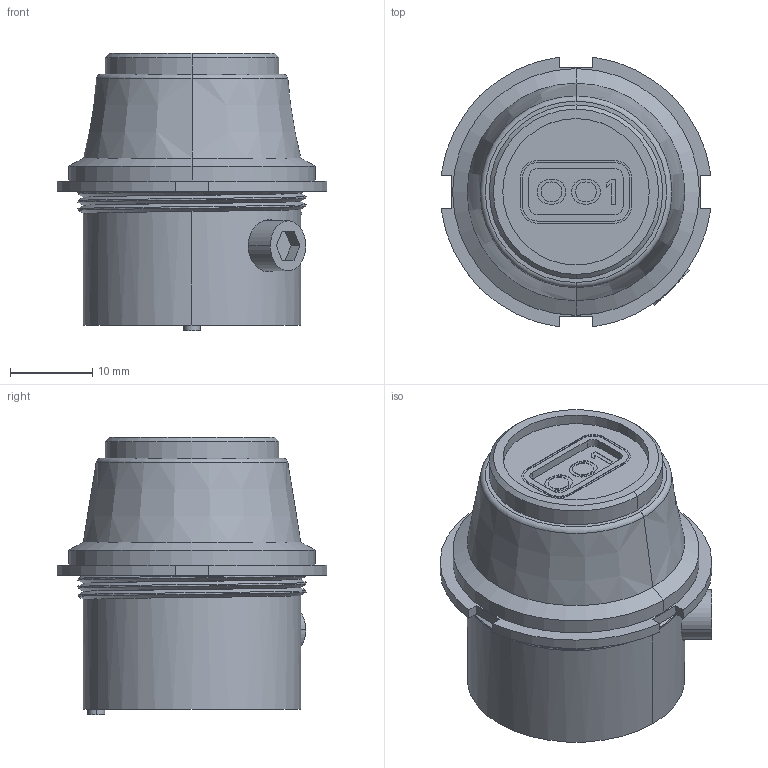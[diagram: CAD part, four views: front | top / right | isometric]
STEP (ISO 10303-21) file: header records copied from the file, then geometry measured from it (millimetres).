
FILE_DESCRIPTION((''),'2;1');
FILE_NAME('11441_ASM','2016-01-19T',('bmozley'),(''),'CREO PARAMETRIC BY PTC INC, 2015380','CREO PARAMETRIC BY PTC INC, 2015380','');
FILE_SCHEMA(('CONFIG_CONTROL_DESIGN'));
Length unit declared in the file: inch
Products named in the file (2): MSBR-1; 11441_ASM
Assembly tree (1 placements, depth 2):
  11441_ASM
    MSBR-1
Bounding box: 32.77 x 32.77 x 33.66 mm (x, y, z)
Volume: 15818.8 mm3; surface area: 5243 mm2
Topology: 1 solids, 1 shells, 209 faces, 551 edges, 364 vertices
Faces by surface type: plane 147, cylinder 45, cone 10, bspline 5, torus 2
Entity records: 7646 total; most frequent: CARTESIAN_POINT 2380, ORIENTED_EDGE 1102, DIRECTION 1026, EDGE_CURVE 551, VECTOR 432, LINE 432, VERTEX_POINT 364, AXIS2_PLACEMENT_3D 297
